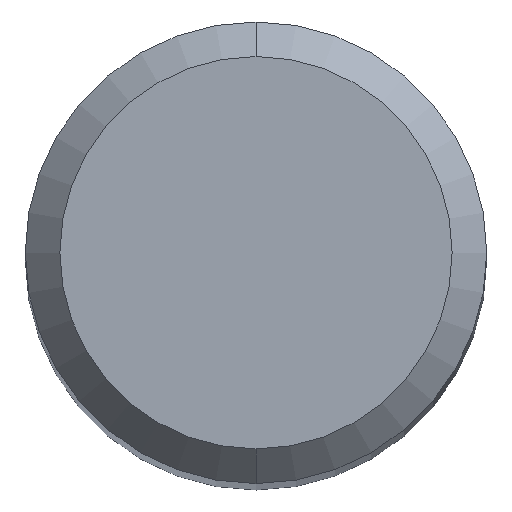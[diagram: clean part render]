
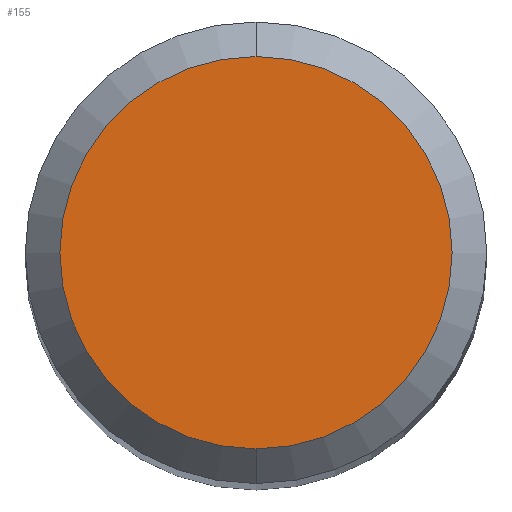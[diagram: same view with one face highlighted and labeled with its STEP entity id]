
A CAD part, top view. The second image highlights one B-rep face of the part: STEP entity #155.
In plain terms, the highlighted planar face has unit normal (0, 0, 1).
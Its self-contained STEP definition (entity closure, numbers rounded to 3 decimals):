
#93=EDGE_CURVE('',#177,#145,#213,.T.);
#101=EDGE_CURVE('',#145,#177,#222,.T.);
#145=VERTEX_POINT('',#271);
#155=ADVANCED_FACE('',(#282),#283,.T.);
#177=VERTEX_POINT('',#306);
#213=CIRCLE('',#342,1.7);
#222=CIRCLE('',#353,1.7);
#271=CARTESIAN_POINT('',(0.0,1.7,0.0));
#282=FACE_OUTER_BOUND('',#426,.T.);
#283=PLANE('',#427);
#306=CARTESIAN_POINT('',(0.,-1.7,0.0));
#342=AXIS2_PLACEMENT_3D('',#478,#479,#480);
#353=AXIS2_PLACEMENT_3D('',#490,#491,#492);
#426=EDGE_LOOP('',(#573,#574));
#427=AXIS2_PLACEMENT_3D('',#575,#576,#577);
#478=CARTESIAN_POINT('',(0.0,0.0,0.0));
#479=DIRECTION('',(0.0,0.0,-1.0));
#480=DIRECTION('',(0.0,1.0,0.0));
#490=CARTESIAN_POINT('',(0.0,0.0,0.0));
#491=DIRECTION('',(0.0,0.0,-1.0));
#492=DIRECTION('',(0.0,1.0,0.0));
#573=ORIENTED_EDGE('',*,*,#101,.F.);
#574=ORIENTED_EDGE('',*,*,#93,.F.);
#575=CARTESIAN_POINT('',(0.0,0.85,0.0));
#576=DIRECTION('',(0.0,0.0,1.0));
#577=DIRECTION('',(0.0,-1.0,0.0));
